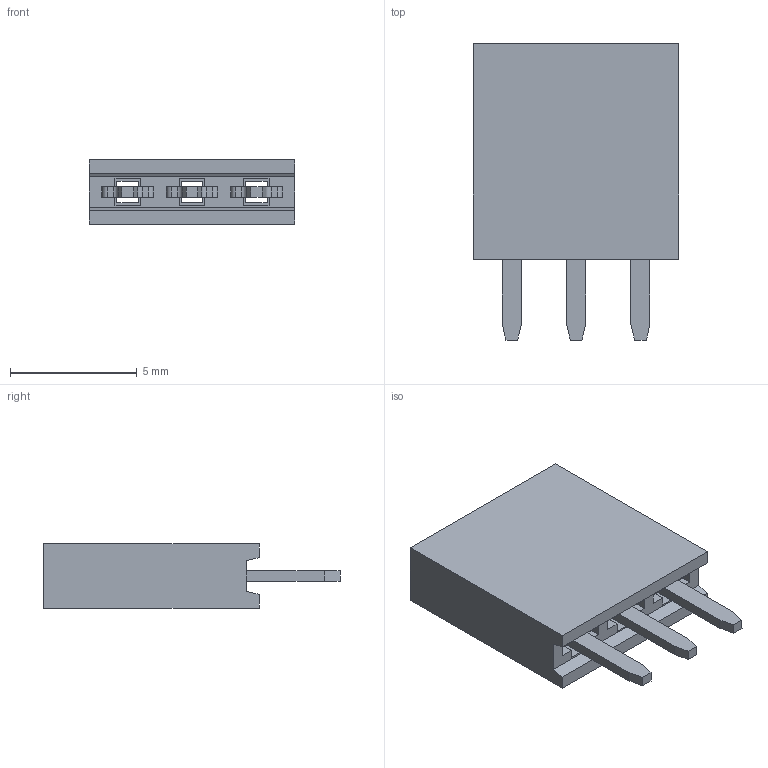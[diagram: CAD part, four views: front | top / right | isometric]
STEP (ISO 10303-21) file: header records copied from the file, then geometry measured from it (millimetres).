
FILE_DESCRIPTION(/* description */ ('STEP AP214'),/* implementation_level */ '2;1');
FILE_NAME(/* name */ '61493e1cc543f27590d00e37',/* time_stamp */ '2021-09-21T02:06:21+00:00',/* author */ (''),/* organization */ (''),/* preprocessor_version */ 'ST-DEVELOPER v18.1',/* originating_system */ ' ',/* authorisation */ ' ');
FILE_SCHEMA (('AUTOMOTIVE_DESIGN {1 0 10303 214 3 1 1}'));
Length unit declared in the file: metre
Products named in the file (5): C031LFBN-RC; _ _ _C031LFBN-RC
Assembly tree (4 placements, depth 2):
  C031LFBN-RC
    _ _ _C031LFBN-RC
    _ _ _C031LFBN-RC
    _ _ _C031LFBN-RC
    _ _ _C031LFBN-RC
Bounding box: 8.12 x 11.7 x 2.54 mm (x, y, z)
Volume: 146.7 mm3; surface area: 475.1 mm2
Topology: 4 solids, 4 shells, 157 faces, 438 edges, 292 vertices
Faces by surface type: plane 124, cylinder 33
Entity records: 5138 total; most frequent: CARTESIAN_POINT 892, ORIENTED_EDGE 876, DIRECTION 828, EDGE_CURVE 438, LINE 372, VECTOR 372, VERTEX_POINT 292, AXIS2_PLACEMENT_3D 228
